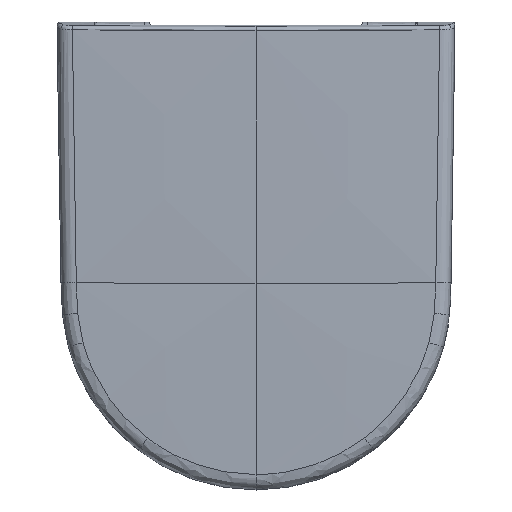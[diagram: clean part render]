
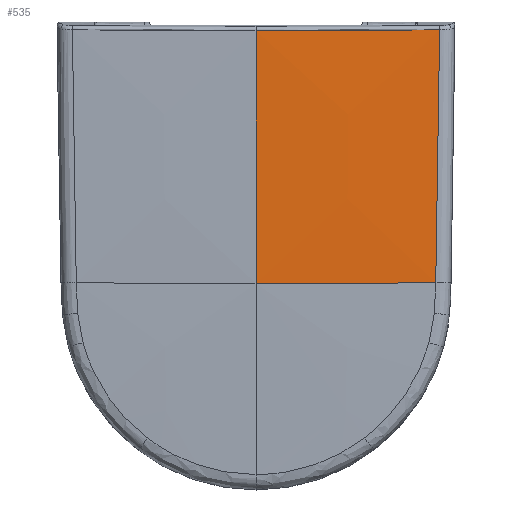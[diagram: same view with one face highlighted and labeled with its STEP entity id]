
A CAD part, top view. The second image highlights one B-rep face of the part: STEP entity #535.
In plain terms, the highlighted free-form (B-spline) face has degree [3, 2] with [4, 3] control points.
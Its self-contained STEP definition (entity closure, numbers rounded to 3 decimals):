
#535=ADVANCED_FACE('',(#1091),#8405,.T.);
#1091=FACE_OUTER_BOUND('',#1649,.T.);
#1649=EDGE_LOOP('',(#4195,#4196,#4197,#4198));
#4195=ORIENTED_EDGE('',*,*,#5646,.F.);
#4196=ORIENTED_EDGE('',*,*,#5645,.F.);
#4197=ORIENTED_EDGE('',*,*,#5464,.F.);
#4198=ORIENTED_EDGE('',*,*,#5482,.F.);
#5464=EDGE_CURVE('',#7775,#7776,#6841,.T.);
#5482=EDGE_CURVE('',#7796,#7775,#6859,.T.);
#5645=EDGE_CURVE('',#7776,#7867,#7002,.T.);
#5646=EDGE_CURVE('',#7867,#7796,#7003,.T.);
#6841=B_SPLINE_CURVE_WITH_KNOTS('',3,(#32236,#32237,#32238,#32239),
 .UNSPECIFIED.,.F.,.F.,(4,4),(4.044,27.863),
 .UNSPECIFIED.);
#6859=B_SPLINE_CURVE_WITH_KNOTS('',4,(#32336,#32337,#32338,#32339,#32340),
 .UNSPECIFIED.,.F.,.F.,(5,5),(0.,17.383),
 .UNSPECIFIED.);
#7002=B_SPLINE_CURVE_WITH_KNOTS('',2,(#33447,#33448,#33449),
 .UNSPECIFIED.,.F.,.F.,(3,3),(-168.921,0.),.UNSPECIFIED.);
#7003=B_SPLINE_CURVE_WITH_KNOTS('',3,(#33450,#33451,#33452,#33453),
 .UNSPECIFIED.,.F.,.F.,(4,4),(0.,0.806),
 .UNSPECIFIED.);
#7775=VERTEX_POINT('',#31750);
#7776=VERTEX_POINT('',#31751);
#7796=VERTEX_POINT('',#31771);
#7867=VERTEX_POINT('',#31842);
#8405=B_SPLINE_SURFACE_WITH_KNOTS('',3,2,((#30555,#30556,#30557),(#30558,
#30559,#30560),(#30561,#30562,#30563),(#30564,#30565,#30566)),
 .UNSPECIFIED.,.F.,.F.,.F.,(4,4),(3,3),(0.,279.125),(0.,187.074),
 .UNSPECIFIED.);
#30555=CARTESIAN_POINT('',(0.219,252.811,24.952));
#30556=CARTESIAN_POINT('',(93.876,252.811,24.952));
#30557=CARTESIAN_POINT('',(187.221,252.799,21.273));
#30558=CARTESIAN_POINT('',(0.219,159.793,26.022));
#30559=CARTESIAN_POINT('',(93.876,159.793,26.022));
#30560=CARTESIAN_POINT('',(186.291,159.978,21.273));
#30561=CARTESIAN_POINT('',(0.219,66.755,26.012));
#30562=CARTESIAN_POINT('',(93.876,66.755,26.012));
#30563=CARTESIAN_POINT('',(184.93,67.163,21.273));
#30564=CARTESIAN_POINT('',(0.219,-26.301,24.923));
#30565=CARTESIAN_POINT('',(93.876,-26.301,24.923));
#30566=CARTESIAN_POINT('',(183.139,-25.645,21.273));
#31750=CARTESIAN_POINT('',(173.049,212.37,21.854));
#31751=CARTESIAN_POINT('',(169.376,-25.742,21.813));
#31771=CARTESIAN_POINT('',(0.219,211.541,25.356));
#31842=CARTESIAN_POINT('',(0.219,-26.3,24.923));
#32236=CARTESIAN_POINT('',(173.049,212.37,21.854));
#32237=CARTESIAN_POINT('',(172.195,132.994,21.95));
#32238=CARTESIAN_POINT('',(170.973,53.623,21.94));
#32239=CARTESIAN_POINT('',(169.376,-25.742,21.813));
#32336=CARTESIAN_POINT('',(0.219,211.541,25.356));
#32337=CARTESIAN_POINT('',(43.439,211.541,25.356));
#32338=CARTESIAN_POINT('',(86.659,211.684,24.775));
#32339=CARTESIAN_POINT('',(129.867,211.971,23.607));
#32340=CARTESIAN_POINT('',(173.049,212.37,21.854));
#33447=CARTESIAN_POINT('',(169.376,-25.742,21.813));
#33448=CARTESIAN_POINT('',(86.669,-26.301,24.923));
#33449=CARTESIAN_POINT('',(0.219,-26.3,24.923));
#33450=CARTESIAN_POINT('',(0.219,-26.3,24.923));
#33451=CARTESIAN_POINT('',(0.219,52.994,25.851));
#33452=CARTESIAN_POINT('',(0.219,132.274,25.996));
#33453=CARTESIAN_POINT('',(0.219,211.541,25.356));
